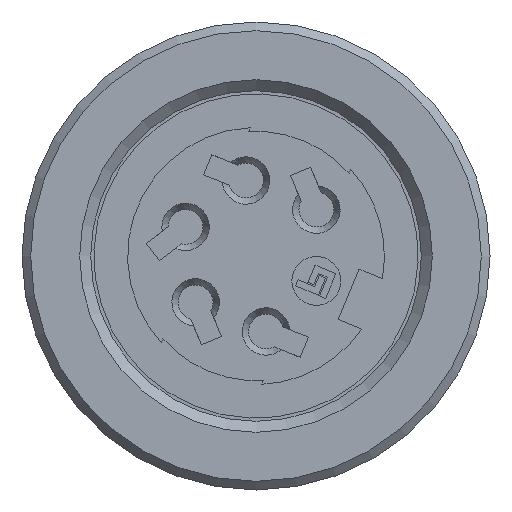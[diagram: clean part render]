
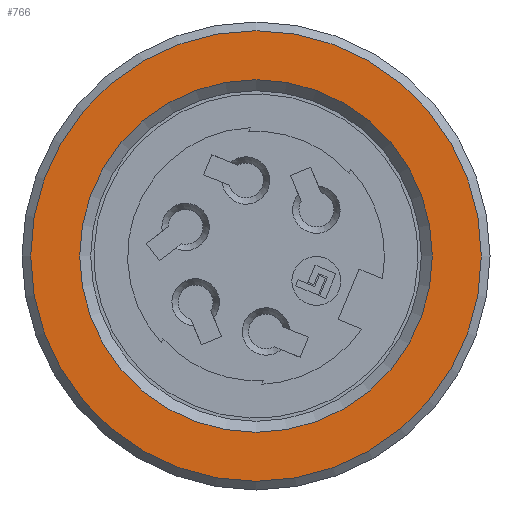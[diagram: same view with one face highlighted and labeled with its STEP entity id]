
A CAD part, left-side view. The second image highlights one B-rep face of the part: STEP entity #766.
In plain terms, the highlighted planar face has unit normal (-1, 0, 0).
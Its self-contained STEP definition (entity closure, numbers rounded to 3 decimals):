
#248=PLANE('',#2527);
#766=ADVANCED_FACE('',(#954,#955),#248,.T.);
#954=FACE_BOUND('',#1022,.T.);
#955=FACE_BOUND('',#1023,.T.);
#1022=EDGE_LOOP('',(#1204));
#1023=EDGE_LOOP('',(#1205));
#1204=ORIENTED_EDGE('',*,*,#2093,.T.);
#1205=ORIENTED_EDGE('',*,*,#2092,.F.);
#1863=VERTEX_POINT('',#3480);
#1864=VERTEX_POINT('',#3483);
#2092=EDGE_CURVE('',#1863,#1863,#2420,.T.);
#2093=EDGE_CURVE('',#1864,#1864,#2421,.T.);
#2420=CIRCLE('',#2524,10.35);
#2421=CIRCLE('',#2526,8.1);
#2524=AXIS2_PLACEMENT_3D('',#3479,#2781,#2782);
#2526=AXIS2_PLACEMENT_3D('',#3482,#2785,#2786);
#2527=AXIS2_PLACEMENT_3D('',#3484,#2787,#2788);
#2781=DIRECTION('',(1.,0.,0.));
#2782=DIRECTION('',(0.,0.,-1.));
#2785=DIRECTION('',(1.,0.,0.));
#2786=DIRECTION('',(0.,0.,1.));
#2787=DIRECTION('',(-1.,0.,0.));
#2788=DIRECTION('',(0.,0.,1.));
#3479=CARTESIAN_POINT('',(12.1,0.,0.));
#3480=CARTESIAN_POINT('',(12.1,0.,-10.35));
#3482=CARTESIAN_POINT('',(12.1,0.,0.));
#3483=CARTESIAN_POINT('',(12.1,0.,8.1));
#3484=CARTESIAN_POINT('',(12.1,0.,0.));
